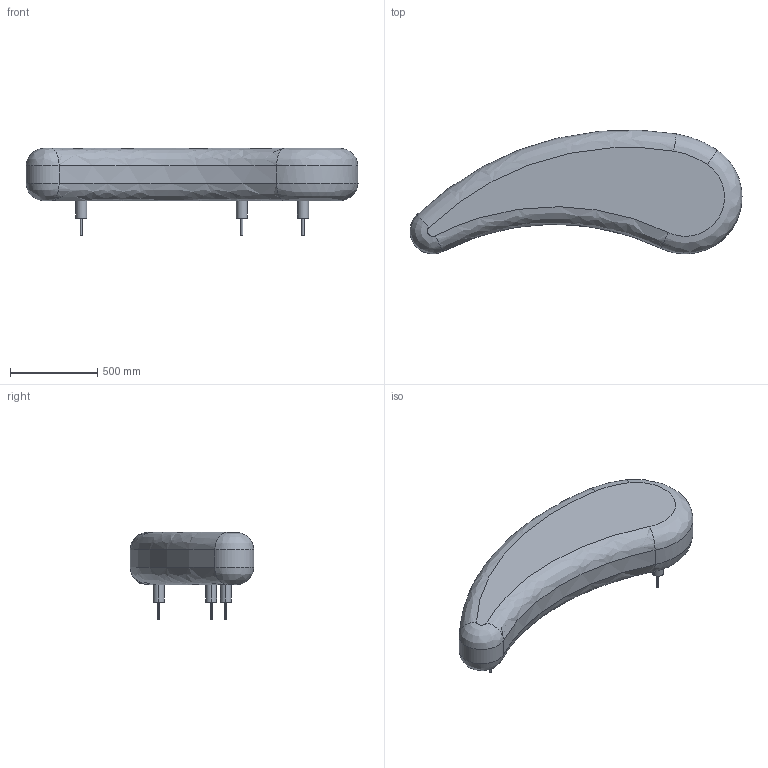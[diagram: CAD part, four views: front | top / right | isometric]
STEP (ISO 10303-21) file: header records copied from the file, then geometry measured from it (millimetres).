
FILE_DESCRIPTION(/* description */ (''),/* implementation_level */ '2;1');
FILE_NAME(/* name */ 'CUL01-B_UAP_CULVER_BenchB_3D',/* time_stamp */ '2018-01-23T14:39:59-05:00',/* author */ (''),/* organization */ (''),/* preprocessor_version */ 'ST-DEVELOPER v15',/* originating_system */ '',/* authorisation */ '');
FILE_SCHEMA (('AUTOMOTIVE_DESIGN'));
Length unit declared in the file: millimetre
Products named in the file (1): Document
Bounding box: 1901.96 x 708.14 x 500 mm (x, y, z)
Volume: 258145258.3 mm3; surface area: 3000690.6 mm2
Topology: 7 solids, 7 shells, 65 faces, 125 edges, 80 vertices
Faces by surface type: bspline 45, plane 20
Entity records: 1864 total; most frequent: CARTESIAN_POINT 1030, ORIENTED_EDGE 250, EDGE_CURVE 125, VERTEX_POINT 80, EDGE_LOOP 77, ADVANCED_FACE 65, FACE_OUTER_BOUND 65, DIRECTION 24
